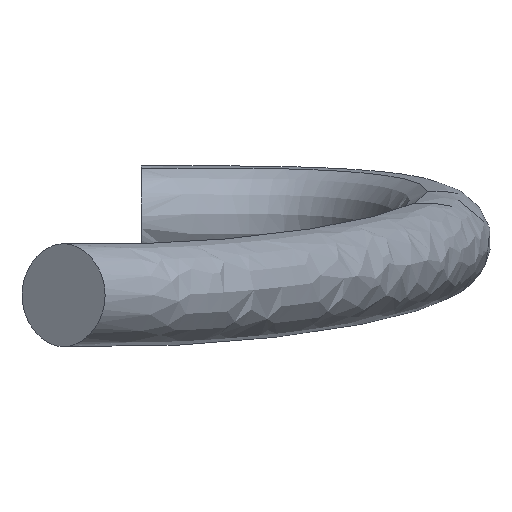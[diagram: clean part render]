
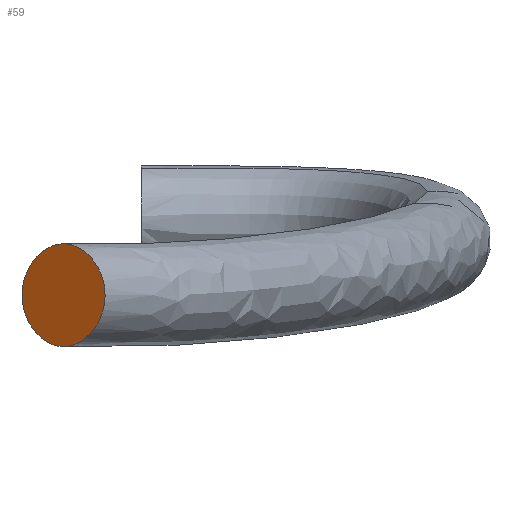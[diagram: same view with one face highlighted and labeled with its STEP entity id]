
A CAD part, front view. The second image highlights one B-rep face of the part: STEP entity #59.
In plain terms, the highlighted planar face has unit normal (-0.591, -0.807, 0).
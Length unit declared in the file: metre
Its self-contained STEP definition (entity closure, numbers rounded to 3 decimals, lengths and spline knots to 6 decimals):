
#14 = CARTESIAN_POINT ( 'NONE',  ( 0.036808, -0.037351, 0.00125 ) ) ;
#44 = ORIENTED_EDGE ( 'NONE', *, *, #480, .F. ) ;
#53 = CARTESIAN_POINT ( 'NONE',  ( 0.037336, -0.037738, 0.00125 ) ) ;
#59 = ADVANCED_FACE ( 'NONE', ( #87 ), #208, .F. ) ;
#84 = B_SPLINE_CURVE_WITH_KNOTS ( 'NONE', 3,
 ( #252, #324, #220, #290, #53, #14 ),
 .UNSPECIFIED., .F., .F.,
 ( 4, 2, 4 ),
 ( 0., 0.25, 0.5 ),
 .UNSPECIFIED. ) ;
#87 = FACE_OUTER_BOUND ( 'NONE', #207, .T. ) ;
#99 = CARTESIAN_POINT ( 'NONE',  ( 0.036808, -0.037351, 0.0025 ) ) ;
#101 = AXIS2_PLACEMENT_3D ( 'NONE', #99, #327, #474 ) ;
#108 = VERTEX_POINT ( 'NONE', #394 ) ;
#119 = CARTESIAN_POINT ( 'NONE',  ( 0.0358, -0.036613, 0.003154 ) ) ;
#120 = CARTESIAN_POINT ( 'NONE',  ( 0.036808, -0.037351, 0.00375 ) ) ;
#126 = ORIENTED_EDGE ( 'NONE', *, *, #411, .F. ) ;
#150 = CARTESIAN_POINT ( 'NONE',  ( 0.036808, -0.037351, 0.00125 ) ) ;
#154 = CARTESIAN_POINT ( 'NONE',  ( 0.03628, -0.036965, 0.00125 ) ) ;
#207 = EDGE_LOOP ( 'NONE', ( #126, #44 ) ) ;
#208 = PLANE ( 'NONE',  #101 ) ;
#216 = CARTESIAN_POINT ( 'NONE',  ( 0.036808, -0.037351, 0.00125 ) ) ;
#220 = CARTESIAN_POINT ( 'NONE',  ( 0.037817, -0.03809, 0.003154 ) ) ;
#248 = VERTEX_POINT ( 'NONE', #216 ) ;
#252 = CARTESIAN_POINT ( 'NONE',  ( 0.036808, -0.037351, 0.00375 ) ) ;
#290 = CARTESIAN_POINT ( 'NONE',  ( 0.037817, -0.03809, 0.001846 ) ) ;
#299 = CARTESIAN_POINT ( 'NONE',  ( 0.0358, -0.036613, 0.001846 ) ) ;
#324 = CARTESIAN_POINT ( 'NONE',  ( 0.037336, -0.037738, 0.00375 ) ) ;
#327 = DIRECTION ( 'NONE',  ( 0.591, 0.807, 0. ) ) ;
#377 = CARTESIAN_POINT ( 'NONE',  ( 0.03628, -0.036965, 0.00375 ) ) ;
#394 = CARTESIAN_POINT ( 'NONE',  ( 0.036808, -0.037351, 0.00375 ) ) ;
#411 = EDGE_CURVE ( 'NONE', #108, #248, #84, .T. ) ;
#448 = B_SPLINE_CURVE_WITH_KNOTS ( 'NONE', 3,
 ( #150, #154, #299, #119, #377, #120 ),
 .UNSPECIFIED., .F., .F.,
 ( 4, 2, 4 ),
 ( 0.5, 0.75, 1. ),
 .UNSPECIFIED. ) ;
#474 = DIRECTION ( 'NONE',  ( -0.807, 0.591, 0. ) ) ;
#480 = EDGE_CURVE ( 'NONE', #248, #108, #448, .T. ) ;
